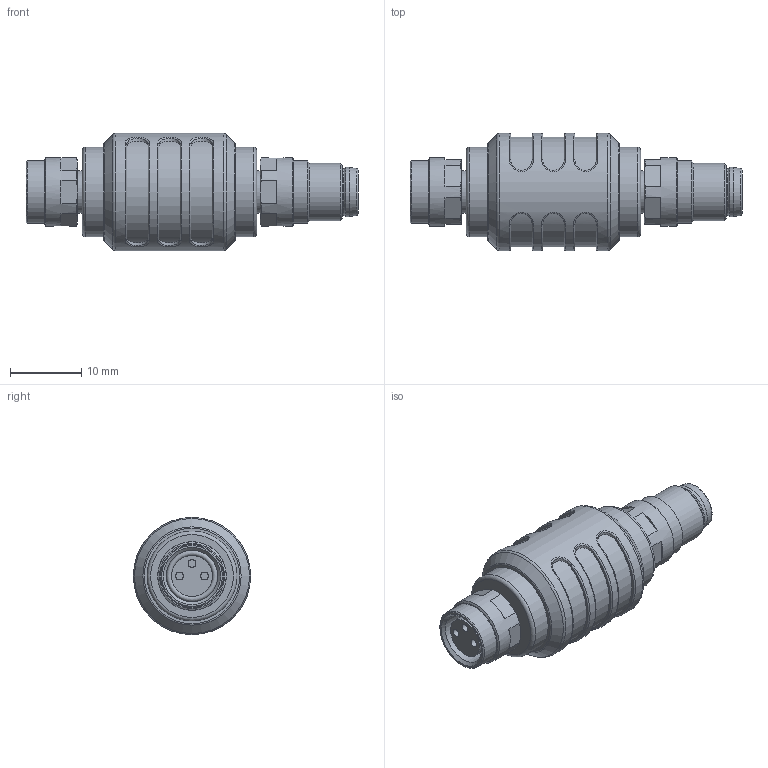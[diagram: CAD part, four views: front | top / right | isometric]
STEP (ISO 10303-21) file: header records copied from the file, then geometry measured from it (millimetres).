
FILE_DESCRIPTION(/* description */ (''),/* implementation_level */ '2;1');
FILE_NAME(/* name */ '5039178_step.stp',/* time_stamp */ '2022-04-29T13:08:52+02:00',/* author */ (''),/* organization */ (''),/* preprocessor_version */ 'ST-DEVELOPER v16',/* originating_system */ 'SIEMENS PLM Software NX 10.0',/* authorisation */ '');
FILE_SCHEMA (('AUTOMOTIVE_DESIGN { 1 0 10303 214 3 1 1 1 }'));
Bounding box: 46.5 x 16.4 x 16.4 mm (x, y, z)
Volume: 5432.2 mm3; surface area: 2695.2 mm2
Topology: 1 solids, 1 shells, 152 faces, 361 edges, 228 vertices
Faces by surface type: plane 53, cylinder 40, cone 22, torus 21, bspline 12, sphere 4
Full cylindrical faces by diameter (mm): 1 x4, 1.1 x3, 5.7 x1, 5.8 x1, 5.9 x2, 6.5 x1, 6.9 x1, 7.2 x1, 8 x1, 8.8 x2, 9.6 x2, 12.6 x2, 16.4 x1
Entity records: 4622 total; most frequent: CRTPNT 1483, DRCTN 664, ORNEDG 574, A2PL3D 296, EDGCRV 287, EDGLP 218, VRTPNT 203, CIRCLE 155
